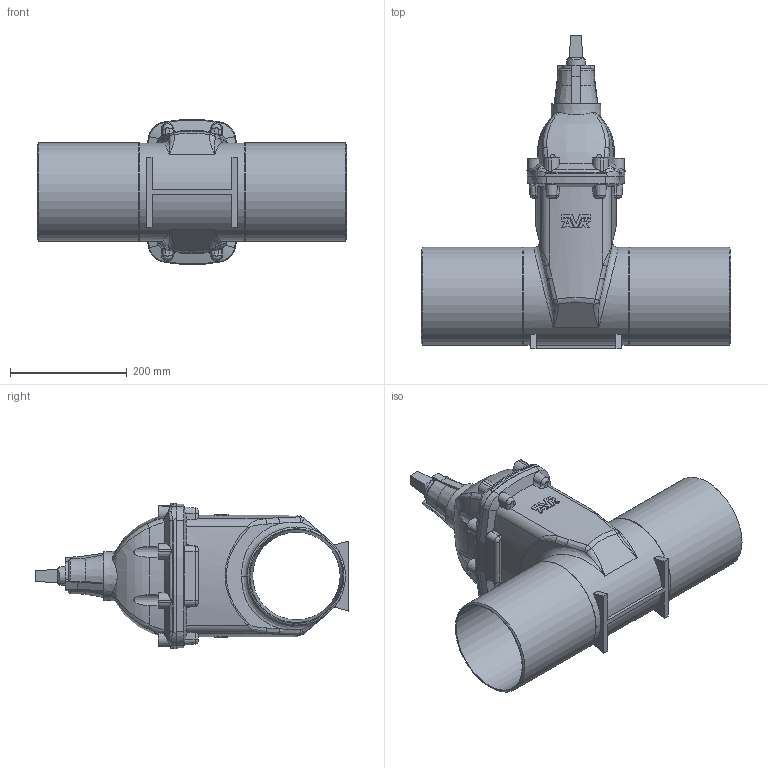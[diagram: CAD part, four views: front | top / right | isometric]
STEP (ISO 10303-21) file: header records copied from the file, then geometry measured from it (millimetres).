
FILE_DESCRIPTION (( 'STEP AP203' ), '1' );
FILE_NAME ('O_46_70_DN150_X1X_AA0_step.step', '2015-12-17T12:40:05', ( 'Windows User' ), ( 'AVK' ), 'SwSTEP 2.0', 'SolidWorks 2012', '' );
FILE_SCHEMA (( 'CONFIG_CONTROL_DESIGN' ));
Length unit declared in the file: millimetre
Products named in the file (1): O_46_70_DN150_X1X_AA0_step
Bounding box: 530 x 537.8 x 248.84 mm (x, y, z)
Volume: 8594621.7 mm3; surface area: 743846 mm2
Topology: 1 solids, 1 shells, 357 faces, 958 edges, 614 vertices
Faces by surface type: plane 143, cone 101, bspline 52, cylinder 32, torus 29
Full cylindrical faces by diameter (mm): 31.6 x1, 150 x1, 159.3 x2, 168 x1, 168.3 x2
Entity records: 16161 total; most frequent: CARTESIAN_POINT 7982, ORIENTED_EDGE 1878, DIRECTION 1475, EDGE_CURVE 939, AXIS2_PLACEMENT_3D 620, VERTEX_POINT 610, EDGE_LOOP 385, FACE_OUTER_BOUND 366
